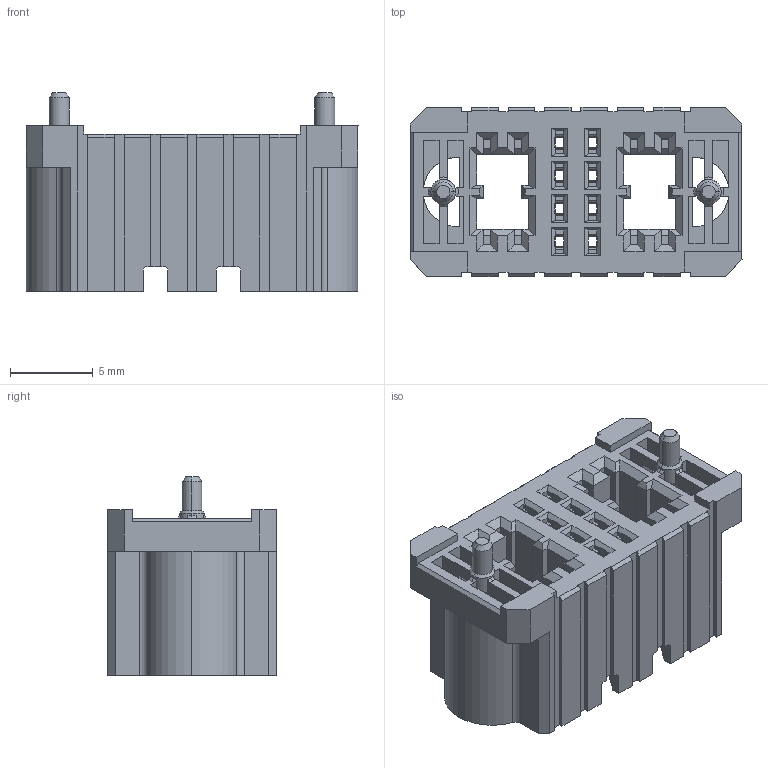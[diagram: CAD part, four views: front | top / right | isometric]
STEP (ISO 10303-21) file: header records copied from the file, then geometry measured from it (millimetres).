
FILE_DESCRIPTION (( 'STEP AP214' ), '1' );
FILE_NAME ('C24528-10231-Y.STEP', '2024-02-09T17:31:17', ( '' ), ( '' ), 'SwSTEP 2.0', 'SolidWorks 2019', '' );
FILE_SCHEMA (( 'AUTOMOTIVE_DESIGN' ));
Length unit declared in the file: millimetre
Products named in the file (1): C24528-10231-Y
Bounding box: 20.05 x 10.2 x 12 mm (x, y, z)
Volume: 723.9 mm3; surface area: 1684.7 mm2
Topology: 1 solids, 1 shells, 672 faces, 1915 edges, 1236 vertices
Faces by surface type: plane 617, cylinder 28, cone 27
Entity records: 28866 total; most frequent: CARTESIAN_POINT 3877, ORIENTED_EDGE 3830, DIRECTION 3354, EDGE_CURVE 1915, LINE 1780, VECTOR 1780, VERTEX_POINT 1236, AXIS2_PLACEMENT_3D 787
